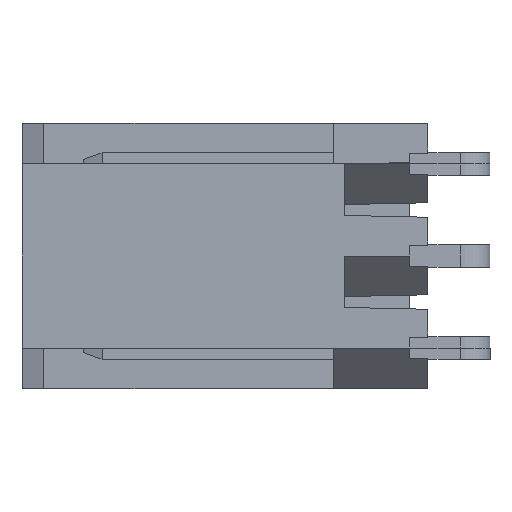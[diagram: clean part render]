
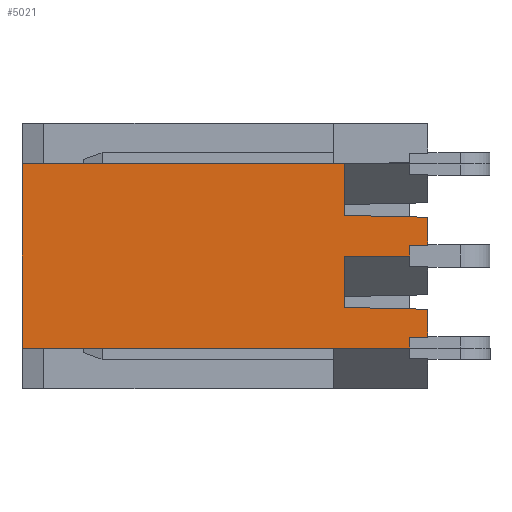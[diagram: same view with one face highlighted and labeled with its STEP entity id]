
A CAD part, left-side view. The second image highlights one B-rep face of the part: STEP entity #5021.
In plain terms, the highlighted planar face has unit normal (-1, 0, 0).
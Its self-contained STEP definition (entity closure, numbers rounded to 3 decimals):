
#236=ORIENTED_EDGE('',*,*,#1275,.F.);
#237=ORIENTED_EDGE('',*,*,#1276,.T.);
#238=ORIENTED_EDGE('',*,*,#1195,.F.);
#239=ORIENTED_EDGE('',*,*,#1277,.F.);
#240=ORIENTED_EDGE('',*,*,#1278,.T.);
#241=ORIENTED_EDGE('',*,*,#1279,.F.);
#242=ORIENTED_EDGE('',*,*,#1280,.F.);
#243=ORIENTED_EDGE('',*,*,#1281,.T.);
#244=ORIENTED_EDGE('',*,*,#1230,.F.);
#245=ORIENTED_EDGE('',*,*,#1282,.F.);
#246=ORIENTED_EDGE('',*,*,#1283,.T.);
#247=ORIENTED_EDGE('',*,*,#1284,.F.);
#248=ORIENTED_EDGE('',*,*,#1285,.F.);
#249=ORIENTED_EDGE('',*,*,#1286,.T.);
#1195=EDGE_CURVE('',#1735,#1736,#2092,.T.);
#1230=EDGE_CURVE('',#1766,#1727,#2127,.T.);
#1275=EDGE_CURVE('',#1795,#1796,#2168,.T.);
#1276=EDGE_CURVE('',#1795,#1736,#2169,.T.);
#1277=EDGE_CURVE('',#1797,#1735,#2170,.T.);
#1278=EDGE_CURVE('',#1797,#1798,#2171,.T.);
#1279=EDGE_CURVE('',#1799,#1798,#2172,.T.);
#1280=EDGE_CURVE('',#1800,#1799,#2173,.T.);
#1281=EDGE_CURVE('',#1800,#1727,#2174,.T.);
#1282=EDGE_CURVE('',#1801,#1766,#2175,.T.);
#1283=EDGE_CURVE('',#1801,#1802,#2176,.T.);
#1284=EDGE_CURVE('',#1803,#1802,#2177,.T.);
#1285=EDGE_CURVE('',#1804,#1803,#2178,.T.);
#1286=EDGE_CURVE('',#1804,#1796,#2179,.T.);
#1727=VERTEX_POINT('',#6441);
#1735=VERTEX_POINT('',#6457);
#1736=VERTEX_POINT('',#6459);
#1766=VERTEX_POINT('',#6523);
#1795=VERTEX_POINT('',#6616);
#1796=VERTEX_POINT('',#6617);
#1797=VERTEX_POINT('',#6620);
#1798=VERTEX_POINT('',#6622);
#1799=VERTEX_POINT('',#6624);
#1800=VERTEX_POINT('',#6626);
#1801=VERTEX_POINT('',#6629);
#1802=VERTEX_POINT('',#6631);
#1803=VERTEX_POINT('',#6633);
#1804=VERTEX_POINT('',#6635);
#2092=LINE('',#6458,#2613);
#2127=LINE('',#6524,#2648);
#2168=LINE('',#6615,#2689);
#2169=LINE('',#6618,#2690);
#2170=LINE('',#6619,#2691);
#2171=LINE('',#6621,#2692);
#2172=LINE('',#6623,#2693);
#2173=LINE('',#6625,#2694);
#2174=LINE('',#6627,#2695);
#2175=LINE('',#6628,#2696);
#2176=LINE('',#6630,#2697);
#2177=LINE('',#6632,#2698);
#2178=LINE('',#6634,#2699);
#2179=LINE('',#6636,#2700);
#2613=VECTOR('',#5472,1000.);
#2648=VECTOR('',#5507,1000.);
#2689=VECTOR('',#5592,1000.);
#2690=VECTOR('',#5593,1000.);
#2691=VECTOR('',#5594,1000.);
#2692=VECTOR('',#5595,1000.);
#2693=VECTOR('',#5596,1000.);
#2694=VECTOR('',#5597,1000.);
#2695=VECTOR('',#5598,1000.);
#2696=VECTOR('',#5599,1000.);
#2697=VECTOR('',#5600,1000.);
#2698=VECTOR('',#5601,1000.);
#2699=VECTOR('',#5602,1000.);
#2700=VECTOR('',#5603,1000.);
#3118=EDGE_LOOP('',(#236,#237,#238,#239,#240,#241,#242,#243,#244,#245,#246,
#247,#248,#249));
#3311=FACE_BOUND('',#3118,.T.);
#3501=PLANE('',#5231);
#5021=ADVANCED_FACE('',(#3311),#3501,.T.);
#5231=AXIS2_PLACEMENT_3D('',#6614,#5590,#5591);
#5472=DIRECTION('',(0.,0.,-1.));
#5507=DIRECTION('',(0.,0.,-1.));
#5590=DIRECTION('',(-1.,0.,0.));
#5591=DIRECTION('',(0.,-1.,0.));
#5592=DIRECTION('',(0.,0.,1.));
#5593=DIRECTION('',(0.,-1.,0.));
#5594=DIRECTION('',(0.,1.,0.));
#5595=DIRECTION('',(0.,0.,1.));
#5596=DIRECTION('',(0.,-1.,-0.022));
#5597=DIRECTION('',(0.,0.,-1.));
#5598=DIRECTION('',(0.,-1.,0.));
#5599=DIRECTION('',(0.,1.,0.));
#5600=DIRECTION('',(0.,0.,1.));
#5601=DIRECTION('',(0.,-1.,-0.022));
#5602=DIRECTION('',(0.,0.,-1.));
#5603=DIRECTION('',(0.,1.,0.));
#6441=CARTESIAN_POINT('',(-5.,0.5,-2.24));
#6457=CARTESIAN_POINT('',(-5.,0.5,-4.48));
#6458=CARTESIAN_POINT('',(-5.,0.5,-5.9));
#6459=CARTESIAN_POINT('',(-5.,0.5,-4.78));
#6523=CARTESIAN_POINT('',(-5.,0.5,-1.94));
#6524=CARTESIAN_POINT('',(-5.,0.5,-3.36));
#6614=CARTESIAN_POINT('',(-5.,0.,1.42));
#6615=CARTESIAN_POINT('',(-5.,11.2,-3.36));
#6616=CARTESIAN_POINT('',(-5.,11.2,-4.78));
#6617=CARTESIAN_POINT('',(-5.,11.2,0.3));
#6618=CARTESIAN_POINT('',(-5.,0.,-4.78));
#6619=CARTESIAN_POINT('',(-5.,0.,-4.48));
#6620=CARTESIAN_POINT('',(-5.,0.,-4.48));
#6621=CARTESIAN_POINT('',(-5.,0.,-5.9));
#6622=CARTESIAN_POINT('',(-5.,0.,-3.71));
#6623=CARTESIAN_POINT('',(-5.,0.,-3.71));
#6624=CARTESIAN_POINT('',(-5.,2.3,-3.66));
#6625=CARTESIAN_POINT('',(-5.,2.3,-8.44));
#6626=CARTESIAN_POINT('',(-5.,2.3,-2.24));
#6627=CARTESIAN_POINT('',(-5.,0.,-2.24));
#6628=CARTESIAN_POINT('',(-5.,0.,-1.94));
#6629=CARTESIAN_POINT('',(-5.,0.,-1.94));
#6630=CARTESIAN_POINT('',(-5.,0.,-3.36));
#6631=CARTESIAN_POINT('',(-5.,0.,-1.17));
#6632=CARTESIAN_POINT('',(-5.,0.,-1.17));
#6633=CARTESIAN_POINT('',(-5.,2.3,-1.12));
#6634=CARTESIAN_POINT('',(-5.,2.3,-5.9));
#6635=CARTESIAN_POINT('',(-5.,2.3,0.3));
#6636=CARTESIAN_POINT('',(-5.,0.,0.3));
